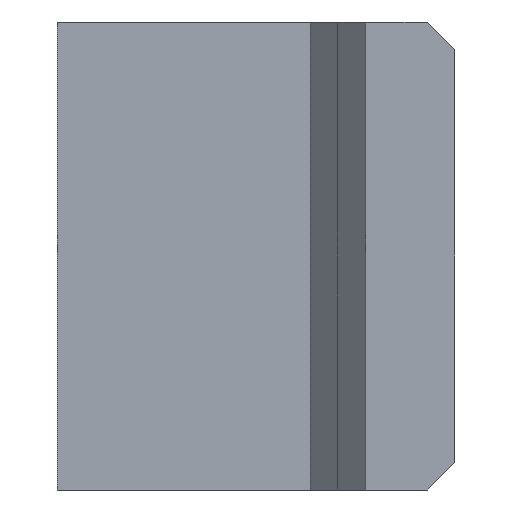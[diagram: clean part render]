
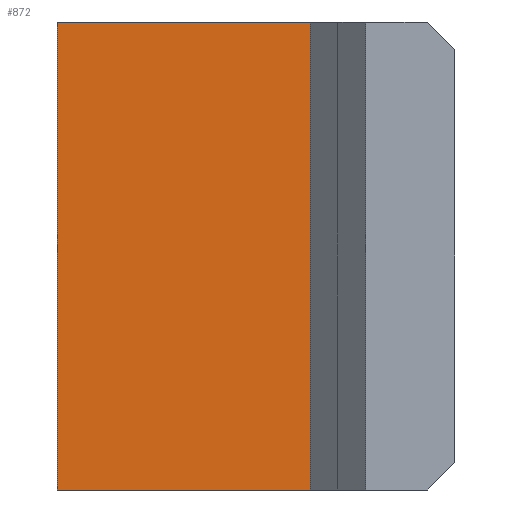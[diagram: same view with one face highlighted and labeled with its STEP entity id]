
A CAD part, left-side view. The second image highlights one B-rep face of the part: STEP entity #872.
In plain terms, the highlighted planar face has unit normal (-1, 0, 0).
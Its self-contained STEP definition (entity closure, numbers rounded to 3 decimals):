
#14 = DIRECTION ( 'NONE',  ( 0., -1., 0. ) ) ;
#39 = CARTESIAN_POINT ( 'NONE',  ( 0., 0., 25.4 ) ) ;
#47 = VECTOR ( 'NONE', #499, 1000. ) ;
#100 = VECTOR ( 'NONE', #551, 1000. ) ;
#111 = EDGE_CURVE ( 'NONE', #1003, #799, #442, .T. ) ;
#155 = CARTESIAN_POINT ( 'NONE',  ( 0., -13.74, 0. ) ) ;
#181 = CARTESIAN_POINT ( 'NONE',  ( 0., 0., 0. ) ) ;
#208 = ORIENTED_EDGE ( 'NONE', *, *, #781, .T. ) ;
#219 = LINE ( 'NONE', #480, #47 ) ;
#279 = CARTESIAN_POINT ( 'NONE',  ( 0., -13.74, 25.4 ) ) ;
#290 = EDGE_CURVE ( 'NONE', #568, #981, #1057, .T. ) ;
#297 = CARTESIAN_POINT ( 'NONE',  ( 0., 0., 25.4 ) ) ;
#416 = CARTESIAN_POINT ( 'NONE',  ( 0., 0., 25.4 ) ) ;
#442 = LINE ( 'NONE', #1031, #821 ) ;
#463 = EDGE_CURVE ( 'NONE', #568, #799, #219, .T. ) ;
#480 = CARTESIAN_POINT ( 'NONE',  ( 0., 0., 25.4 ) ) ;
#484 = DIRECTION ( 'NONE',  ( 0., 1., 0. ) ) ;
#499 = DIRECTION ( 'NONE',  ( 0., -1., 0. ) ) ;
#551 = DIRECTION ( 'NONE',  ( 0., 0., -1. ) ) ;
#568 = VERTEX_POINT ( 'NONE', #416 ) ;
#638 = EDGE_LOOP ( 'NONE', ( #208, #726, #892, #808 ) ) ;
#651 = PLANE ( 'NONE',  #914 ) ;
#689 = DIRECTION ( 'NONE',  ( 0., 0., 1. ) ) ;
#693 = VECTOR ( 'NONE', #14, 1000. ) ;
#713 = LINE ( 'NONE', #181, #693 ) ;
#726 = ORIENTED_EDGE ( 'NONE', *, *, #111, .T. ) ;
#741 = DIRECTION ( 'NONE',  ( 1., 0., 0. ) ) ;
#781 = EDGE_CURVE ( 'NONE', #981, #1003, #713, .T. ) ;
#799 = VERTEX_POINT ( 'NONE', #279 ) ;
#808 = ORIENTED_EDGE ( 'NONE', *, *, #290, .T. ) ;
#814 = FACE_OUTER_BOUND ( 'NONE', #638, .T. ) ;
#821 = VECTOR ( 'NONE', #689, 1000. ) ;
#863 = CARTESIAN_POINT ( 'NONE',  ( 0., 0., 0. ) ) ;
#872 = ADVANCED_FACE ( 'NONE', ( #814 ), #651, .F. ) ;
#892 = ORIENTED_EDGE ( 'NONE', *, *, #463, .F. ) ;
#914 = AXIS2_PLACEMENT_3D ( 'NONE', #297, #741, #484 ) ;
#981 = VERTEX_POINT ( 'NONE', #863 ) ;
#1003 = VERTEX_POINT ( 'NONE', #155 ) ;
#1031 = CARTESIAN_POINT ( 'NONE',  ( 0., -13.74, 25.4 ) ) ;
#1057 = LINE ( 'NONE', #39, #100 ) ;
